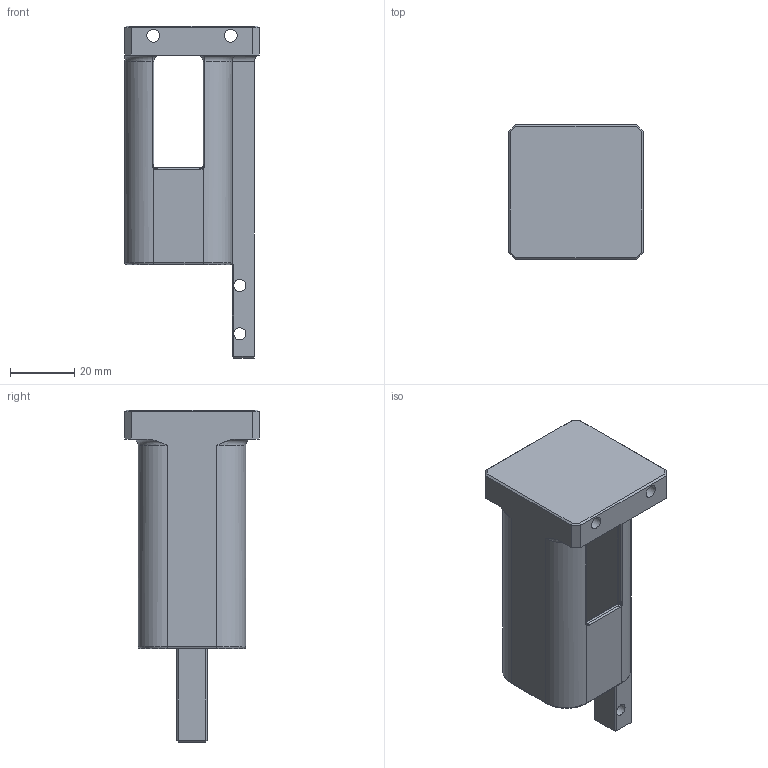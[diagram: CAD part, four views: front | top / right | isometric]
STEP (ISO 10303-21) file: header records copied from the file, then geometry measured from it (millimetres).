
FILE_DESCRIPTION(/* description */ (''),/* implementation_level */ '2;1');
FILE_NAME(/* name */ 'evetac-franka-robotis-adapter.step',/* time_stamp */ '2023-11-10T15:57:29+01:00',/* author */ (''),/* organization */ (''),/* preprocessor_version */ 'ST-DEVELOPER v20',/* originating_system */ 'Autodesk Translation Framework v12.14.0.127',/* authorisation */ '');
FILE_SCHEMA (('AUTOMOTIVE_DESIGN { 1 0 10303 214 3 1 1 }'));
Length unit declared in the file: millimetre
Products named in the file (2): evetac-gelsight-franka-robotis-adapter; event-panda-adapter v3
Assembly tree (1 placements, depth 2):
  evetac-gelsight-franka-robotis-adapter
    event-panda-adapter v3
Bounding box: 41.7 x 41.7 x 103 mm (x, y, z)
Volume: 32106.3 mm3; surface area: 20412.7 mm2
Topology: 1 solids, 1 shells, 161 faces, 414 edges, 252 vertices
Faces by surface type: bspline 48, plane 45, cylinder 44, torus 24
Full cylindrical faces by diameter (mm): 3.75 x2, 4 x2
Entity records: 12809 total; most frequent: CARTESIAN_POINT 9099, ORIENTED_EDGE 828, DIRECTION 668, EDGE_CURVE 414, AXIS2_PLACEMENT_3D 257, VERTEX_POINT 252, EDGE_LOOP 170, FACE_OUTER_BOUND 161
